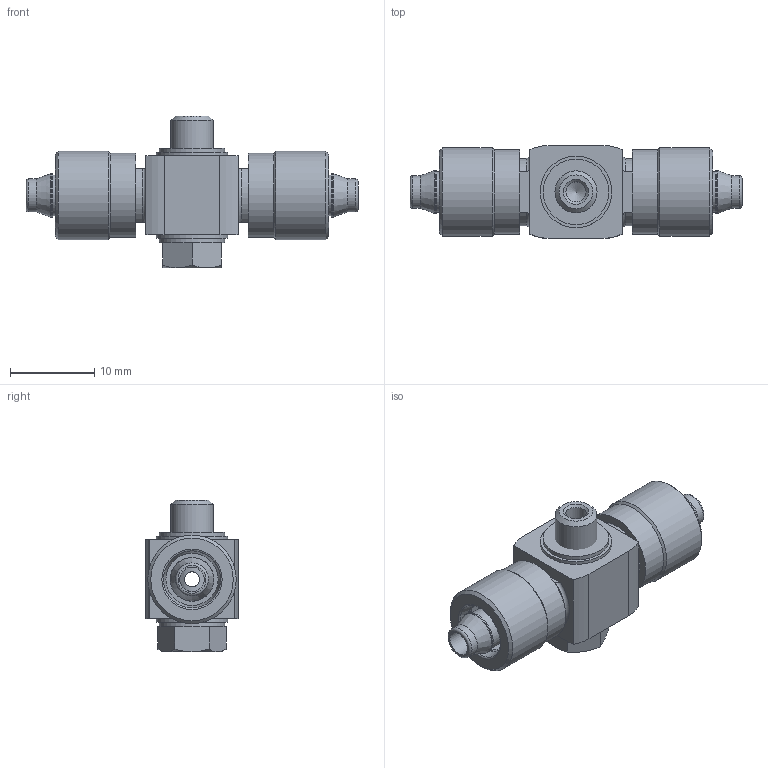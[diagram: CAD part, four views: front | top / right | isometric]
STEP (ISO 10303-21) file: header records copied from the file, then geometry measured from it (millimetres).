
FILE_DESCRIPTION(/* description */ ('STEP AP214'),/* implementation_level */ '2;1');
FILE_NAME(/* name */ '4563_TCK-M5-PK-4',/* time_stamp */ '2024-09-15T15:29:52+02:00',/* author */ ('License CC BY-ND 4.0'),/* organization */ ('CADENAS'),/* preprocessor_version */ 'ST-DEVELOPER v19.3',/* originating_system */ 'PARTsolutions',/* authorisation */ ' ');
FILE_SCHEMA (('AUTOMOTIVE_DESIGN {1 0 10303 214 3 1 1}'));
Length unit declared in the file: millimetre
Products named in the file (6): 4563 TCK-M5-PK-4; 4563 TCK-M5-PK-4_D; 693565 TCK-M5-PK-4; 130850 OK-M5; 390934 HL-M5-PK-4; 205257 MCK-PK-4-R
Assembly tree (7 placements, depth 2):
  4563 TCK-M5-PK-4
    4563 TCK-M5-PK-4_D
    693565 TCK-M5-PK-4
    130850 OK-M5  x2
    390934 HL-M5-PK-4
    205257 MCK-PK-4-R  x2
Bounding box: 39.4 x 11 x 18 mm (x, y, z)
Volume: 2865.9 mm3; surface area: 3437.2 mm2
Topology: 6 solids, 6 shells, 113 faces, 241 edges, 149 vertices
Faces by surface type: cylinder 37, plane 37, cone 25, torus 14
Full cylindrical faces by diameter (mm): 1.8 x2, 2.4 x1, 2.9 x2, 3.9 x2, 4.3 x3, 4.8 x2, 5 x2, 5.2 x3, 6.2 x2, 6.917 x2, 7.8 x2, 8.5 x2, 10 x2, 10.5 x2
Entity records: 2627 total; most frequent: CARTESIAN_POINT 552, DIRECTION 414, ORIENTED_EDGE 320, AXIS2_PLACEMENT_3D 185, FACE_BOUND 161, EDGE_CURVE 160, EDGE_LOOP 160, VERTEX_POINT 125
